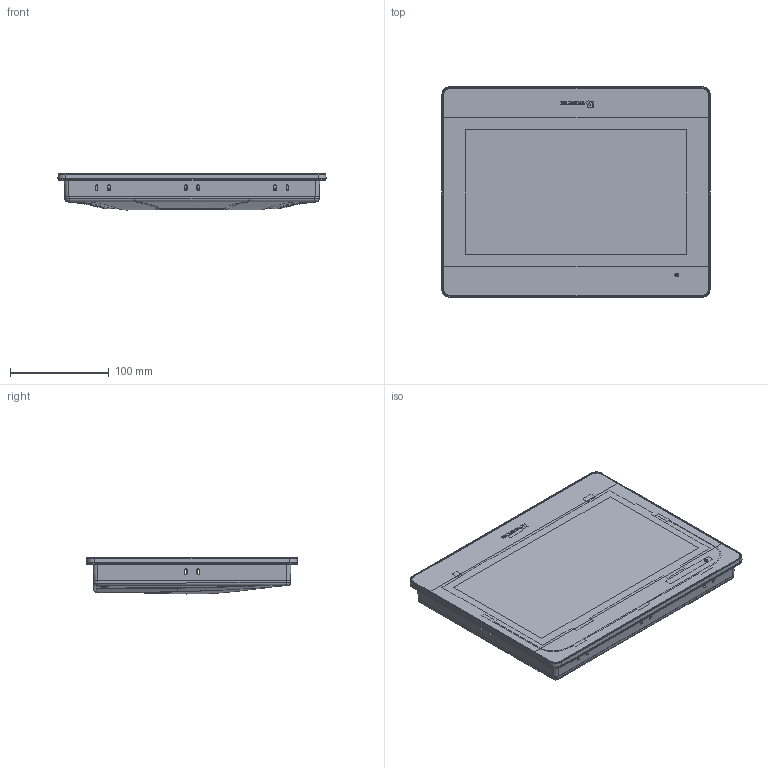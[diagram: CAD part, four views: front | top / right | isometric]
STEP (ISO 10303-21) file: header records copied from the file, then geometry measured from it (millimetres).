
FILE_DESCRIPTION (( 'STEP AP203' ), '1' );
FILE_NAME ('MT8102iE_170717.STEP', '2017-07-17T05:30:11', ( 'annayang' ), ( '' ), 'SwSTEP 2.0', 'SolidWorks 2011', '' );
FILE_SCHEMA (( 'CONFIG_CONTROL_DESIGN' ));
Products named in the file (1): MT8102iE_170717
Bounding box: 270.93 x 212.93 x 36.39 mm (x, y, z)
Surface area: 196361.2 mm2 (no closed solid volume)
Topology: 0 solids, 46 shells, 800 faces, 3641 edges, 2831 vertices
Faces by surface type: plane 351, cylinder 165, cone 128, bspline 119, sphere 21, torus 16
Entity records: 51521 total; most frequent: CARTESIAN_POINT 24779, ORIENTED_EDGE 5199, DIRECTION 4726, EDGE_CURVE 3600, VERTEX_POINT 2813, VECTOR 2094, LINE 2094, AXIS2_PLACEMENT_3D 1316
